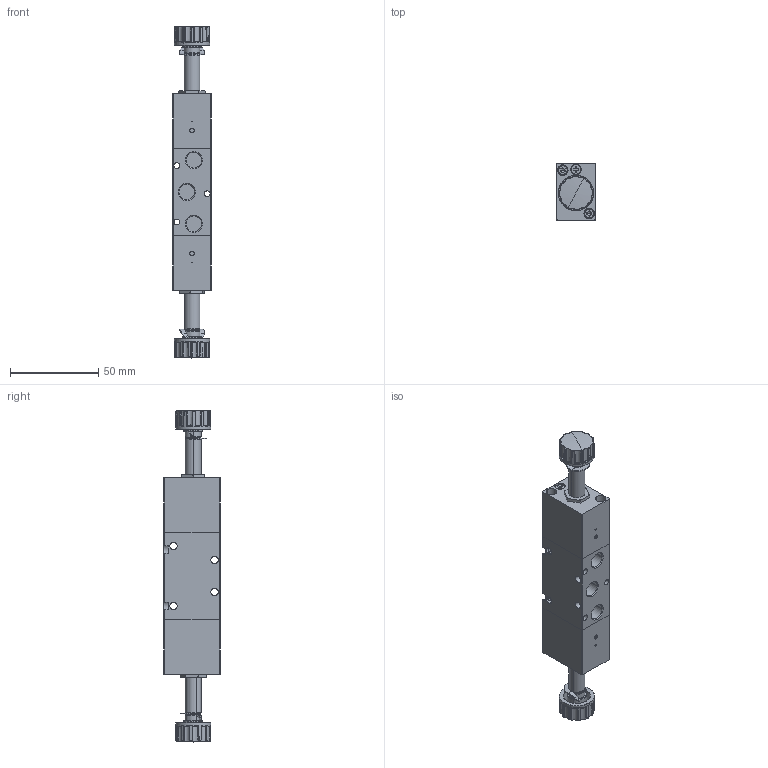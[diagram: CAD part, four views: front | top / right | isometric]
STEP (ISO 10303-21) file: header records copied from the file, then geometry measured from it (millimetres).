
FILE_DESCRIPTION (( 'STEP AP214' ), '1' );
FILE_NAME ('00_049_3.STEP', '2016-01-11T14:16:44', ( '' ), ( '' ), 'SwSTEP 2.0', 'SolidWorks 2016', '' );
FILE_SCHEMA (( 'AUTOMOTIVE_DESIGN' ));
Length unit declared in the file: millimetre
Products named in the file (1): 00_049_3
Bounding box: 22 x 32 x 188.3 mm (x, y, z)
Volume: 82181.1 mm3; surface area: 27848.1 mm2
Topology: 9 solids, 9 shells, 1947 faces, 5190 edges, 3283 vertices
Faces by surface type: cone 953, cylinder 517, plane 358, torus 83, bspline 28, sphere 8
Entity records: 70805 total; most frequent: CARTESIAN_POINT 14633, DIRECTION 10952, ORIENTED_EDGE 10344, EDGE_CURVE 5172, AXIS2_PLACEMENT_3D 4474, VERTEX_POINT 3277, CIRCLE 2554, EDGE_LOOP 2007
